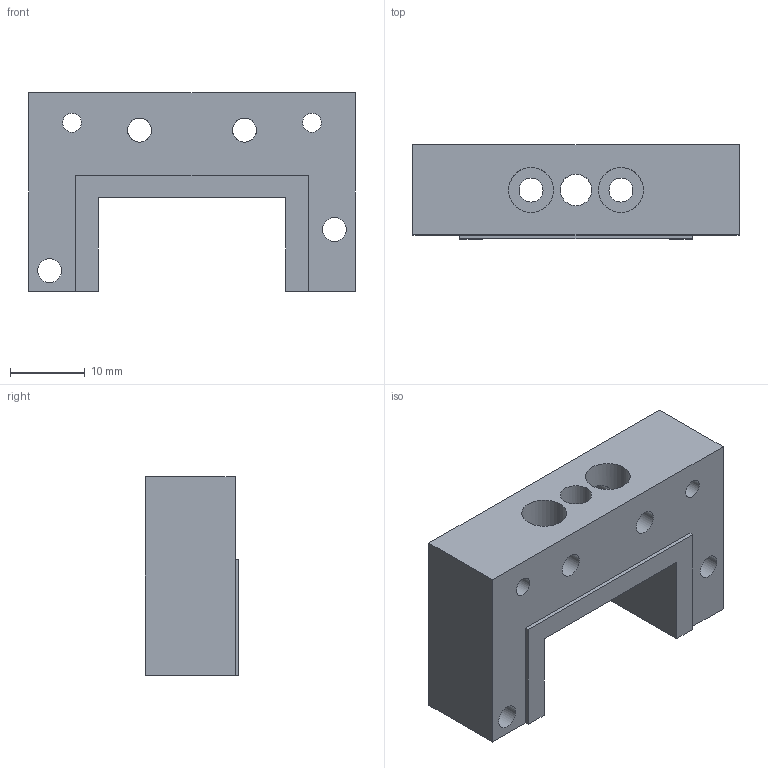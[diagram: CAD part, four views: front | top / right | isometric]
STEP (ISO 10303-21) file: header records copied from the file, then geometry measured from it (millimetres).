
FILE_DESCRIPTION(/* description */ (''),/* implementation_level */ '2;1');
FILE_NAME(/* name */ '20230713_ender-7_mosquito_hotend_mount.step',/* time_stamp */ '2023-07-13T23:49:55+10:00',/* author */ (''),/* organization */ (''),/* preprocessor_version */ 'ST-DEVELOPER v19.2',/* originating_system */ 'Autodesk Translation Framework v12.6.0.85',/* authorisation */ '');
FILE_SCHEMA (('AUTOMOTIVE_DESIGN { 1 0 10303 214 3 1 1 }'));
Length unit declared in the file: millimetre
Products named in the file (1): 20230713_ender-7_mosquito_hotend
Bounding box: 43.5 x 12.5 x 26.5 mm (x, y, z)
Volume: 8882.7 mm3; surface area: 4769.5 mm2
Topology: 1 solids, 1 shells, 29 faces, 75 edges, 50 vertices
Faces by surface type: plane 16, cylinder 13
Full cylindrical faces by diameter (mm): 2.529 x2, 3.2 x8, 4.2 x1, 6 x2
Entity records: 1108 total; most frequent: CARTESIAN_POINT 303, DIRECTION 153, ORIENTED_EDGE 150, EDGE_CURVE 75, EDGE_LOOP 53, AXIS2_PLACEMENT_3D 52, VERTEX_POINT 50, LINE 49
